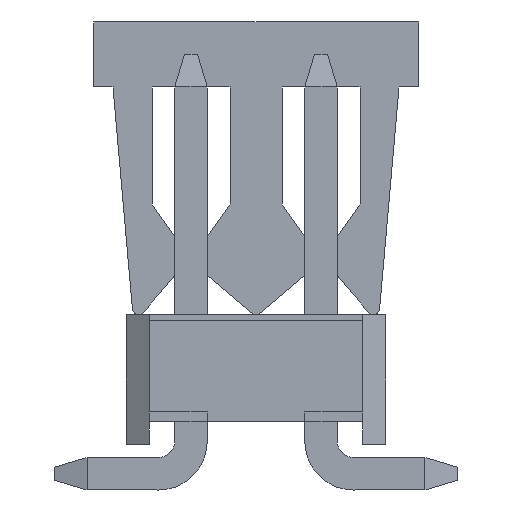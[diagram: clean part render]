
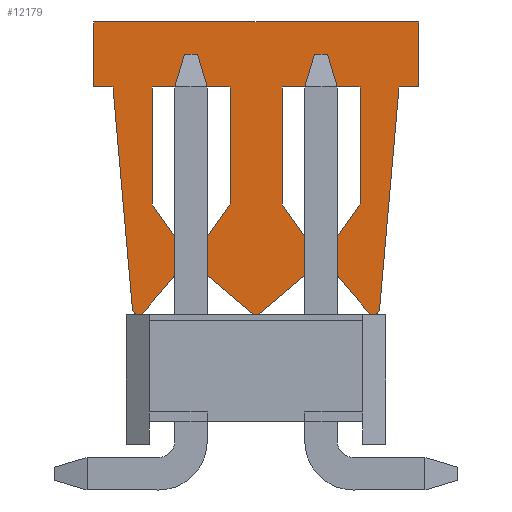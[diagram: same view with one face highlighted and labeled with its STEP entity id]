
A CAD part, left-side view. The second image highlights one B-rep face of the part: STEP entity #12179.
In plain terms, the highlighted face is planar.
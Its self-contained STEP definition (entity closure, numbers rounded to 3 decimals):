
#25=CIRCLE('',#12858,0.1);
#26=CIRCLE('',#12859,0.1);
#27=CIRCLE('',#12860,0.1);
#3387=ORIENTED_EDGE('',*,*,#5141,.F.);
#3388=ORIENTED_EDGE('',*,*,#5110,.F.);
#3389=ORIENTED_EDGE('',*,*,#5142,.F.);
#3390=ORIENTED_EDGE('',*,*,#5112,.F.);
#3391=ORIENTED_EDGE('',*,*,#5143,.F.);
#3392=ORIENTED_EDGE('',*,*,#5144,.F.);
#3393=ORIENTED_EDGE('',*,*,#5145,.F.);
#3394=ORIENTED_EDGE('',*,*,#5146,.F.);
#3395=ORIENTED_EDGE('',*,*,#5147,.F.);
#3396=ORIENTED_EDGE('',*,*,#5148,.F.);
#3397=ORIENTED_EDGE('',*,*,#5149,.F.);
#3398=ORIENTED_EDGE('',*,*,#5150,.F.);
#3399=ORIENTED_EDGE('',*,*,#5151,.F.);
#3400=ORIENTED_EDGE('',*,*,#5152,.F.);
#3401=ORIENTED_EDGE('',*,*,#5153,.F.);
#3402=ORIENTED_EDGE('',*,*,#5154,.F.);
#3403=ORIENTED_EDGE('',*,*,#5155,.F.);
#3404=ORIENTED_EDGE('',*,*,#5156,.F.);
#3405=ORIENTED_EDGE('',*,*,#5157,.F.);
#3406=ORIENTED_EDGE('',*,*,#5158,.F.);
#3407=ORIENTED_EDGE('',*,*,#5159,.F.);
#3408=ORIENTED_EDGE('',*,*,#5160,.F.);
#3409=ORIENTED_EDGE('',*,*,#5161,.F.);
#3410=ORIENTED_EDGE('',*,*,#5162,.F.);
#3411=ORIENTED_EDGE('',*,*,#5163,.F.);
#3412=ORIENTED_EDGE('',*,*,#5164,.F.);
#3413=ORIENTED_EDGE('',*,*,#5165,.F.);
#3414=ORIENTED_EDGE('',*,*,#5166,.F.);
#5110=EDGE_CURVE('',#6186,#6183,#7826,.T.);
#5112=EDGE_CURVE('',#6187,#6189,#7828,.T.);
#5141=EDGE_CURVE('',#6183,#6215,#7854,.T.);
#5142=EDGE_CURVE('',#6189,#6186,#7855,.T.);
#5143=EDGE_CURVE('',#6216,#6187,#7856,.T.);
#5144=EDGE_CURVE('',#6217,#6216,#7857,.T.);
#5145=EDGE_CURVE('',#6218,#6217,#25,.T.);
#5146=EDGE_CURVE('',#6219,#6218,#7858,.T.);
#5147=EDGE_CURVE('',#6220,#6219,#7859,.T.);
#5148=EDGE_CURVE('',#6221,#6220,#7860,.T.);
#5149=EDGE_CURVE('',#6222,#6221,#7861,.T.);
#5150=EDGE_CURVE('',#6223,#6222,#7862,.T.);
#5151=EDGE_CURVE('',#6224,#6223,#7863,.T.);
#5152=EDGE_CURVE('',#6225,#6224,#7864,.T.);
#5153=EDGE_CURVE('',#6226,#6225,#7865,.T.);
#5154=EDGE_CURVE('',#6227,#6226,#7866,.T.);
#5155=EDGE_CURVE('',#6228,#6227,#26,.T.);
#5156=EDGE_CURVE('',#6229,#6228,#7867,.T.);
#5157=EDGE_CURVE('',#6230,#6229,#7868,.T.);
#5158=EDGE_CURVE('',#6231,#6230,#7869,.T.);
#5159=EDGE_CURVE('',#6232,#6231,#7870,.T.);
#5160=EDGE_CURVE('',#6233,#6232,#7871,.T.);
#5161=EDGE_CURVE('',#6234,#6233,#7872,.T.);
#5162=EDGE_CURVE('',#6235,#6234,#7873,.T.);
#5163=EDGE_CURVE('',#6236,#6235,#7874,.T.);
#5164=EDGE_CURVE('',#6237,#6236,#7875,.T.);
#5165=EDGE_CURVE('',#6238,#6237,#27,.T.);
#5166=EDGE_CURVE('',#6215,#6238,#7876,.T.);
#6183=VERTEX_POINT('',#19116);
#6186=VERTEX_POINT('',#19121);
#6187=VERTEX_POINT('',#19125);
#6189=VERTEX_POINT('',#19128);
#6215=VERTEX_POINT('',#19185);
#6216=VERTEX_POINT('',#19188);
#6217=VERTEX_POINT('',#19190);
#6218=VERTEX_POINT('',#19192);
#6219=VERTEX_POINT('',#19194);
#6220=VERTEX_POINT('',#19196);
#6221=VERTEX_POINT('',#19198);
#6222=VERTEX_POINT('',#19200);
#6223=VERTEX_POINT('',#19202);
#6224=VERTEX_POINT('',#19204);
#6225=VERTEX_POINT('',#19206);
#6226=VERTEX_POINT('',#19208);
#6227=VERTEX_POINT('',#19210);
#6228=VERTEX_POINT('',#19212);
#6229=VERTEX_POINT('',#19214);
#6230=VERTEX_POINT('',#19216);
#6231=VERTEX_POINT('',#19218);
#6232=VERTEX_POINT('',#19220);
#6233=VERTEX_POINT('',#19222);
#6234=VERTEX_POINT('',#19224);
#6235=VERTEX_POINT('',#19226);
#6236=VERTEX_POINT('',#19228);
#6237=VERTEX_POINT('',#19230);
#6238=VERTEX_POINT('',#19232);
#7826=LINE('',#19122,#9488);
#7828=LINE('',#19127,#9490);
#7854=LINE('',#19184,#9516);
#7855=LINE('',#19186,#9517);
#7856=LINE('',#19187,#9518);
#7857=LINE('',#19189,#9519);
#7858=LINE('',#19193,#9520);
#7859=LINE('',#19195,#9521);
#7860=LINE('',#19197,#9522);
#7861=LINE('',#19199,#9523);
#7862=LINE('',#19201,#9524);
#7863=LINE('',#19203,#9525);
#7864=LINE('',#19205,#9526);
#7865=LINE('',#19207,#9527);
#7866=LINE('',#19209,#9528);
#7867=LINE('',#19213,#9529);
#7868=LINE('',#19215,#9530);
#7869=LINE('',#19217,#9531);
#7870=LINE('',#19219,#9532);
#7871=LINE('',#19221,#9533);
#7872=LINE('',#19223,#9534);
#7873=LINE('',#19225,#9535);
#7874=LINE('',#19227,#9536);
#7875=LINE('',#19229,#9537);
#7876=LINE('',#19233,#9538);
#9488=VECTOR('',#15722,1000.);
#9490=VECTOR('',#15726,1000.);
#9516=VECTOR('',#15762,1000.);
#9517=VECTOR('',#15763,1000.);
#9518=VECTOR('',#15764,1000.);
#9519=VECTOR('',#15765,1000.);
#9520=VECTOR('',#15768,1000.);
#9521=VECTOR('',#15769,1000.);
#9522=VECTOR('',#15770,1000.);
#9523=VECTOR('',#15771,1000.);
#9524=VECTOR('',#15772,1000.);
#9525=VECTOR('',#15773,1000.);
#9526=VECTOR('',#15774,1000.);
#9527=VECTOR('',#15775,1000.);
#9528=VECTOR('',#15776,1000.);
#9529=VECTOR('',#15779,1000.);
#9530=VECTOR('',#15780,1000.);
#9531=VECTOR('',#15781,1000.);
#9532=VECTOR('',#15782,1000.);
#9533=VECTOR('',#15783,1000.);
#9534=VECTOR('',#15784,1000.);
#9535=VECTOR('',#15785,1000.);
#9536=VECTOR('',#15786,1000.);
#9537=VECTOR('',#15787,1000.);
#9538=VECTOR('',#15790,1000.);
#10230=EDGE_LOOP('',(#3387,#3388,#3389,#3390,#3391,#3392,#3393,#3394,#3395,
#3396,#3397,#3398,#3399,#3400,#3401,#3402,#3403,#3404,#3405,#3406,#3407,
#3408,#3409,#3410,#3411,#3412,#3413,#3414));
#10924=FACE_BOUND('',#10230,.T.);
#11552=PLANE('',#12857);
#12179=ADVANCED_FACE('',(#10924),#11552,.F.);
#12857=AXIS2_PLACEMENT_3D('',#19183,#15760,#15761);
#12858=AXIS2_PLACEMENT_3D('',#19191,#15766,#15767);
#12859=AXIS2_PLACEMENT_3D('',#19211,#15777,#15778);
#12860=AXIS2_PLACEMENT_3D('',#19231,#15788,#15789);
#15722=DIRECTION('',(0.,0.,-1.));
#15726=DIRECTION('',(0.,0.,1.));
#15760=DIRECTION('',(0.,-1.,0.));
#15761=DIRECTION('',(0.,0.,-1.));
#15762=DIRECTION('',(1.,0.,0.));
#15763=DIRECTION('',(-1.,0.,0.));
#15764=DIRECTION('',(1.,0.,0.));
#15765=DIRECTION('',(0.087,0.,0.996));
#15766=DIRECTION('',(0.,-1.,0.));
#15767=DIRECTION('',(0.,0.,-1.));
#15768=DIRECTION('',(0.644,0.,-0.765));
#15769=DIRECTION('',(0.,0.,-1.));
#15770=DIRECTION('',(-0.574,0.,-0.819));
#15771=DIRECTION('',(0.,0.,-1.));
#15772=DIRECTION('',(1.,0.,0.));
#15773=DIRECTION('',(0.,0.,1.));
#15774=DIRECTION('',(-0.574,0.,0.819));
#15775=DIRECTION('',(0.,0.,1.));
#15776=DIRECTION('',(0.765,0.,0.644));
#15777=DIRECTION('',(0.,-1.,0.));
#15778=DIRECTION('',(0.,0.,-1.));
#15779=DIRECTION('',(0.765,0.,-0.644));
#15780=DIRECTION('',(0.,0.,-1.));
#15781=DIRECTION('',(-0.574,0.,-0.819));
#15782=DIRECTION('',(0.,0.,-1.));
#15783=DIRECTION('',(1.,0.,0.));
#15784=DIRECTION('',(0.,0.,1.));
#15785=DIRECTION('',(-0.574,0.,0.819));
#15786=DIRECTION('',(0.,0.,1.));
#15787=DIRECTION('',(0.644,0.,0.765));
#15788=DIRECTION('',(0.,-1.,0.));
#15789=DIRECTION('',(0.,0.,-1.));
#15790=DIRECTION('',(0.087,0.,-0.996));
#19116=CARTESIAN_POINT('',(-2.5,3.25,1.25));
#19121=CARTESIAN_POINT('',(-2.5,3.25,2.25));
#19122=CARTESIAN_POINT('',(-2.5,3.25,2.25));
#19125=CARTESIAN_POINT('',(2.5,3.25,1.25));
#19127=CARTESIAN_POINT('',(2.5,3.25,-2.25));
#19128=CARTESIAN_POINT('',(2.5,3.25,2.25));
#19183=CARTESIAN_POINT('',(0.,3.25,0.));
#19184=CARTESIAN_POINT('',(-2.5,3.25,1.25));
#19185=CARTESIAN_POINT('',(-2.2,3.25,1.25));
#19186=CARTESIAN_POINT('',(2.5,3.25,2.25));
#19187=CARTESIAN_POINT('',(2.5,3.25,1.25));
#19188=CARTESIAN_POINT('',(2.2,3.25,1.25));
#19189=CARTESIAN_POINT('',(2.2,3.25,1.25));
#19190=CARTESIAN_POINT('',(1.902,3.25,-2.159));
#19191=CARTESIAN_POINT('',(1.802,3.25,-2.15));
#19192=CARTESIAN_POINT('',(1.726,3.25,-2.214));
#19193=CARTESIAN_POINT('',(1.726,3.25,-2.214));
#19194=CARTESIAN_POINT('',(1.25,3.25,-1.649));
#19195=CARTESIAN_POINT('',(1.25,3.25,-1.649));
#19196=CARTESIAN_POINT('',(1.25,3.25,-1.049));
#19197=CARTESIAN_POINT('',(1.25,3.25,-1.049));
#19198=CARTESIAN_POINT('',(1.6,3.25,-0.55));
#19199=CARTESIAN_POINT('',(1.6,3.25,-0.55));
#19200=CARTESIAN_POINT('',(1.6,3.25,1.25));
#19201=CARTESIAN_POINT('',(1.6,3.25,1.25));
#19202=CARTESIAN_POINT('',(0.4,3.25,1.25));
#19203=CARTESIAN_POINT('',(0.4,3.25,1.25));
#19204=CARTESIAN_POINT('',(0.4,3.25,-0.55));
#19205=CARTESIAN_POINT('',(0.4,3.25,-0.55));
#19206=CARTESIAN_POINT('',(0.75,3.25,-1.049));
#19207=CARTESIAN_POINT('',(0.75,3.25,-1.049));
#19208=CARTESIAN_POINT('',(0.75,3.25,-1.649));
#19209=CARTESIAN_POINT('',(0.75,3.25,-1.649));
#19210=CARTESIAN_POINT('',(0.064,3.25,-2.226));
#19211=CARTESIAN_POINT('',(0.,3.25,-2.15));
#19212=CARTESIAN_POINT('',(-0.064,3.25,-2.226));
#19213=CARTESIAN_POINT('',(-0.75,3.25,-1.649));
#19214=CARTESIAN_POINT('',(-0.75,3.25,-1.649));
#19215=CARTESIAN_POINT('',(-0.75,3.25,-1.049));
#19216=CARTESIAN_POINT('',(-0.75,3.25,-1.049));
#19217=CARTESIAN_POINT('',(-0.4,3.25,-0.55));
#19218=CARTESIAN_POINT('',(-0.4,3.25,-0.55));
#19219=CARTESIAN_POINT('',(-0.4,3.25,1.25));
#19220=CARTESIAN_POINT('',(-0.4,3.25,1.25));
#19221=CARTESIAN_POINT('',(-1.6,3.25,1.25));
#19222=CARTESIAN_POINT('',(-1.6,3.25,1.25));
#19223=CARTESIAN_POINT('',(-1.6,3.25,-0.55));
#19224=CARTESIAN_POINT('',(-1.6,3.25,-0.55));
#19225=CARTESIAN_POINT('',(-1.25,3.25,-1.049));
#19226=CARTESIAN_POINT('',(-1.25,3.25,-1.049));
#19227=CARTESIAN_POINT('',(-1.25,3.25,-1.649));
#19228=CARTESIAN_POINT('',(-1.25,3.25,-1.649));
#19229=CARTESIAN_POINT('',(-1.726,3.25,-2.214));
#19230=CARTESIAN_POINT('',(-1.726,3.25,-2.214));
#19231=CARTESIAN_POINT('',(-1.802,3.25,-2.15));
#19232=CARTESIAN_POINT('',(-1.902,3.25,-2.159));
#19233=CARTESIAN_POINT('',(-2.2,3.25,1.25));
